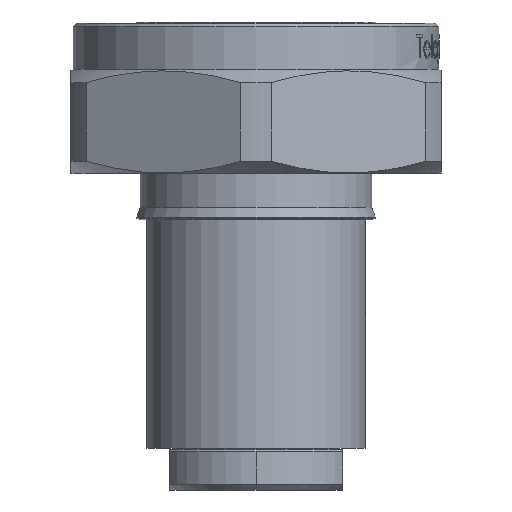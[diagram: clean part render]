
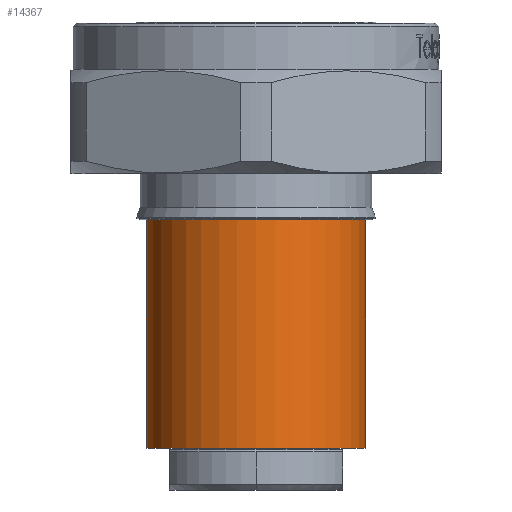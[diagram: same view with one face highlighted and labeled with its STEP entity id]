
A CAD part, front view. The second image highlights one B-rep face of the part: STEP entity #14367.
In plain terms, the highlighted cylindrical face has radius 9.469 mm (diameter 18.938 mm), a partial arc.
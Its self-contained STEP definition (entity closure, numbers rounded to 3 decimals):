
#1121 = VECTOR ( 'NONE', #9496, 1000. ) ;
#1136 = DIRECTION ( 'NONE',  ( 1., 0., 0. ) ) ;
#1433 = LINE ( 'NONE', #8474, #9034 ) ;
#2258 = ORIENTED_EDGE ( 'NONE', *, *, #8974, .T. ) ;
#2607 = FACE_OUTER_BOUND ( 'NONE', #13765, .T. ) ;
#3370 = CARTESIAN_POINT ( 'NONE',  ( -9.469, 0., -36.809 ) ) ;
#3672 = CARTESIAN_POINT ( 'NONE',  ( 0., 0., 2.338 ) ) ;
#3765 = LINE ( 'NONE', #14306, #1121 ) ;
#4497 = VERTEX_POINT ( 'NONE', #10746 ) ;
#4657 = CARTESIAN_POINT ( 'NONE',  ( 0., 0., -36.809 ) ) ;
#5187 = CIRCLE ( 'NONE', #7192, 9.469 ) ;
#5900 = VERTEX_POINT ( 'NONE', #3370 ) ;
#6143 = CYLINDRICAL_SURFACE ( 'NONE', #6310, 9.469 ) ;
#6310 = AXIS2_PLACEMENT_3D ( 'NONE', #3672, #13101, #9557 ) ;
#6695 = ORIENTED_EDGE ( 'NONE', *, *, #11045, .T. ) ;
#6909 = ORIENTED_EDGE ( 'NONE', *, *, #9472, .F. ) ;
#7192 = AXIS2_PLACEMENT_3D ( 'NONE', #10241, #13887, #14891 ) ;
#7224 = DIRECTION ( 'NONE',  ( 0., 0., 1. ) ) ;
#7962 = VERTEX_POINT ( 'NONE', #8800 ) ;
#8474 = CARTESIAN_POINT ( 'NONE',  ( 9.469, 0., 2.338 ) ) ;
#8562 = ORIENTED_EDGE ( 'NONE', *, *, #12766, .T. ) ;
#8800 = CARTESIAN_POINT ( 'NONE',  ( 9.469, 0., -36.809 ) ) ;
#8910 = AXIS2_PLACEMENT_3D ( 'NONE', #4657, #11701, #1136 ) ;
#8974 = EDGE_CURVE ( 'NONE', #7962, #4497, #1433, .T. ) ;
#9034 = VECTOR ( 'NONE', #7224, 1000. ) ;
#9472 = EDGE_CURVE ( 'NONE', #5900, #14141, #3765, .T. ) ;
#9496 = DIRECTION ( 'NONE',  ( 0., 0., 1. ) ) ;
#9557 = DIRECTION ( 'NONE',  ( 1., 0., 0. ) ) ;
#10180 = CARTESIAN_POINT ( 'NONE',  ( -9.469, 0., -15.704 ) ) ;
#10241 = CARTESIAN_POINT ( 'NONE',  ( 0., 0., -15.704 ) ) ;
#10746 = CARTESIAN_POINT ( 'NONE',  ( 9.469, 0., -15.704 ) ) ;
#11045 = EDGE_CURVE ( 'NONE', #4497, #14141, #5187, .T. ) ;
#11701 = DIRECTION ( 'NONE',  ( 0., 0., 1. ) ) ;
#12766 = EDGE_CURVE ( 'NONE', #5900, #7962, #14593, .T. ) ;
#13101 = DIRECTION ( 'NONE',  ( 0., 0., 1. ) ) ;
#13765 = EDGE_LOOP ( 'NONE', ( #6909, #8562, #2258, #6695 ) ) ;
#13887 = DIRECTION ( 'NONE',  ( 0., 0., -1. ) ) ;
#14141 = VERTEX_POINT ( 'NONE', #10180 ) ;
#14306 = CARTESIAN_POINT ( 'NONE',  ( -9.469, 0., 2.338 ) ) ;
#14367 = ADVANCED_FACE ( 'NONE', ( #2607 ), #6143, .T. ) ;
#14593 = CIRCLE ( 'NONE', #8910, 9.469 ) ;
#14891 = DIRECTION ( 'NONE',  ( -1., 0., 0. ) ) ;
